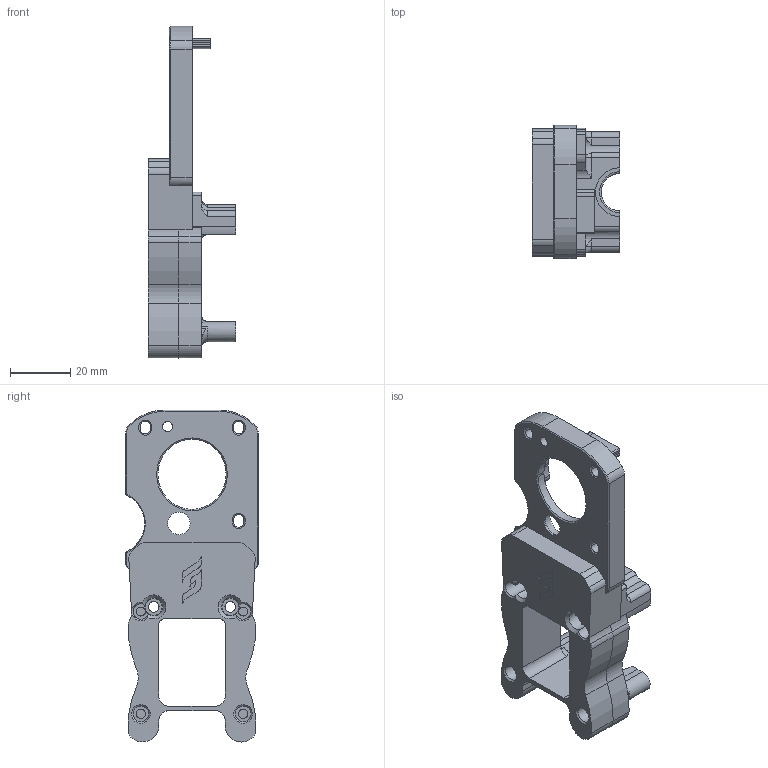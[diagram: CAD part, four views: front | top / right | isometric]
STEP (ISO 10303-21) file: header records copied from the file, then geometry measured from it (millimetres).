
FILE_DESCRIPTION(/* description */ (''),/* implementation_level */ '2;1');
FILE_NAME(/* name */ 'Back Plate - XChange.step',/* time_stamp */ '2021-12-01T11:33:12-05:00',/* author */ (''),/* organization */ (''),/* preprocessor_version */ 'ST-DEVELOPER v18.1',/* originating_system */ 'Autodesk Translation Framework v10.10.0.1391',/* authorisation */ '');
FILE_SCHEMA (('AUTOMOTIVE_DESIGN { 1 0 10303 214 3 1 1 }'));
Length unit declared in the file: millimetre
Products named in the file (1): Back Plate - XChange
Bounding box: 29.2 x 44.2 x 110.29 mm (x, y, z)
Volume: 39727.7 mm3; surface area: 17650.2 mm2
Topology: 1 solids, 3 shells, 347 faces, 934 edges, 608 vertices
Faces by surface type: cylinder 134, plane 119, bspline 54, cone 26, torus 11, sphere 3
Full cylindrical faces by diameter (mm): 3 x4, 3.3 x1, 3.5 x3, 4.8 x1, 5.2 x4, 6 x2, 7.4 x1, 8.2 x1
Entity records: 11953 total; most frequent: CARTESIAN_POINT 3427, ORIENTED_EDGE 1868, DIRECTION 1706, EDGE_CURVE 934, AXIS2_PLACEMENT_3D 642, VERTEX_POINT 608, LINE 422, VECTOR 422
